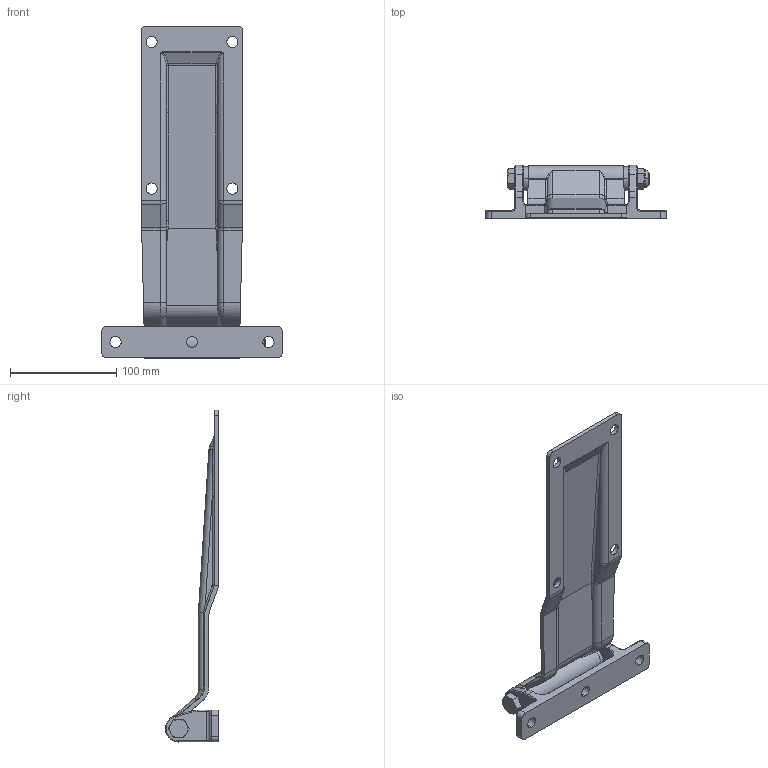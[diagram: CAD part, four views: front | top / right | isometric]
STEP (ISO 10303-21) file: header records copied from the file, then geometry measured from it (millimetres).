
FILE_DESCRIPTION (( 'STEP AP203' ), '1' );
FILE_NAME ('B-1849N-1.STEP', '2015-12-10T04:51:52', ( '' ), ( '' ), 'SwSTEP 2.0', 'SolidWorks 2012', '' );
FILE_SCHEMA (( 'CONFIG_CONTROL_DESIGN' ));
Length unit declared in the file: millimetre
Products named in the file (6): B-1849N-1; 六角ナットM10; B-1849N-1ピン_; B-1849N-1カラー_; B-1849N-1羽根_; B-1849N-1受座_
Assembly tree (6 placements, depth 2):
  B-1849N-1
    B-1849N-1受座_
    B-1849N-1羽根_
    B-1849N-1カラー_  x2
    B-1849N-1ピン_
    六角ナットM10
Bounding box: 170 x 50 x 312.5 mm (x, y, z)
Volume: 226643.7 mm3; surface area: 109163.2 mm2
Topology: 6 solids, 6 shells, 286 faces, 677 edges, 404 vertices
Faces by surface type: cylinder 124, plane 72, torus 34, bspline 34, cone 20, sphere 2
Entity records: 9167 total; most frequent: CARTESIAN_POINT 2504, ORIENTED_EDGE 1274, DIRECTION 1269, EDGE_CURVE 637, AXIS2_PLACEMENT_3D 507, VERTEX_POINT 382, EDGE_LOOP 295, FACE_OUTER_BOUND 268
